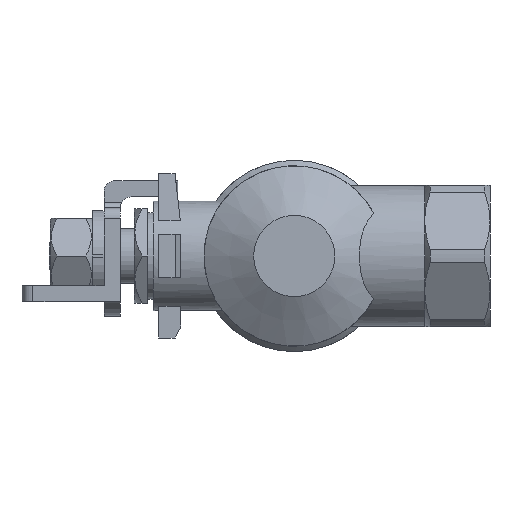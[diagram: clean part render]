
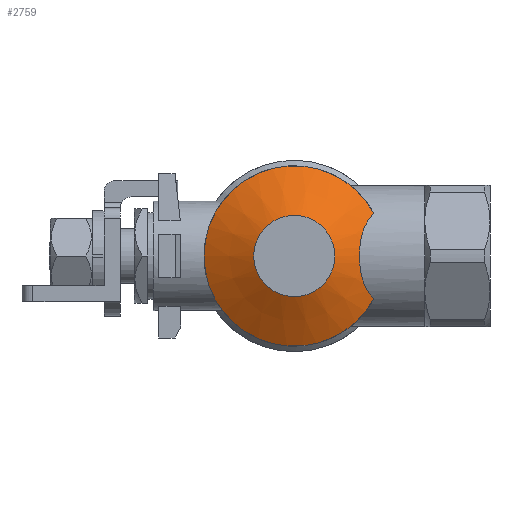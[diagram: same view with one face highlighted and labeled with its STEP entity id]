
A CAD part, left-side view. The second image highlights one B-rep face of the part: STEP entity #2759.
In plain terms, the highlighted conical face has half-angle 60.035 degrees and reference radius 7.42 mm.
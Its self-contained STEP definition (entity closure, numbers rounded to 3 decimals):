
#586=CIRCLE('',#3023,7.42);
#594=CIRCLE('',#3050,16.5);
#939=ORIENTED_EDGE('',*,*,#1622,.F.);
#940=ORIENTED_EDGE('',*,*,#1624,.F.);
#941=ORIENTED_EDGE('',*,*,#1592,.T.);
#1592=EDGE_CURVE('',#1964,#1964,#586,.T.);
#1622=EDGE_CURVE('',#1976,#1977,#594,.T.);
#1624=EDGE_CURVE('',#1977,#1976,#2188,.T.);
#1964=VERTEX_POINT('',#4377);
#1976=VERTEX_POINT('',#4492);
#1977=VERTEX_POINT('',#4494);
#2188=B_SPLINE_CURVE_WITH_KNOTS('',3,(#4500,#4501,#4502,#4503,#4504,#4505,
#4506,#4507,#4508),.UNSPECIFIED.,.F.,.F.,(4,1,1,1,1,1,4),(0.,
0.002,0.004,0.009,0.011,
0.013,0.018),.UNSPECIFIED.);
#2300=EDGE_LOOP('',(#939,#940));
#2301=EDGE_LOOP('',(#941));
#2518=FACE_BOUND('',#2300,.T.);
#2519=FACE_BOUND('',#2301,.T.);
#2688=CONICAL_SURFACE('',#3051,7.42,1.048);
#2759=ADVANCED_FACE('',(#2518,#2519),#2688,.T.);
#3023=AXIS2_PLACEMENT_3D('',#4376,#3454,#3455);
#3050=AXIS2_PLACEMENT_3D('',#4493,#3520,#3521);
#3051=AXIS2_PLACEMENT_3D('',#4499,#3522,#3523);
#3454=DIRECTION('',(1.,0.,0.));
#3455=DIRECTION('',(0.,1.,0.));
#3520=DIRECTION('',(1.,0.,0.));
#3521=DIRECTION('',(0.,1.,0.));
#3522=DIRECTION('',(1.,0.,0.));
#3523=DIRECTION('',(0.,1.,0.));
#4376=CARTESIAN_POINT('',(-15.5,0.,0.));
#4377=CARTESIAN_POINT('',(-15.5,7.42,0.));
#4492=CARTESIAN_POINT('',(-10.265,-14.533,-7.813));
#4493=CARTESIAN_POINT('',(-10.265,0.,0.));
#4494=CARTESIAN_POINT('',(-10.265,-14.533,7.813));
#4499=CARTESIAN_POINT('',(-15.5,0.,0.));
#4500=CARTESIAN_POINT('',(-10.265,-14.533,7.813));
#4501=CARTESIAN_POINT('',(-10.627,-14.076,7.337));
#4502=CARTESIAN_POINT('',(-11.317,-13.269,6.296));
#4503=CARTESIAN_POINT('',(-12.494,-12.159,3.743));
#4504=CARTESIAN_POINT('',(-13.032,-11.851,0.742));
#4505=CARTESIAN_POINT('',(-12.77,-12.011,-2.236));
#4506=CARTESIAN_POINT('',(-12.006,-12.575,-5.101));
#4507=CARTESIAN_POINT('',(-10.989,-13.618,-6.861));
#4508=CARTESIAN_POINT('',(-10.265,-14.533,-7.813));
